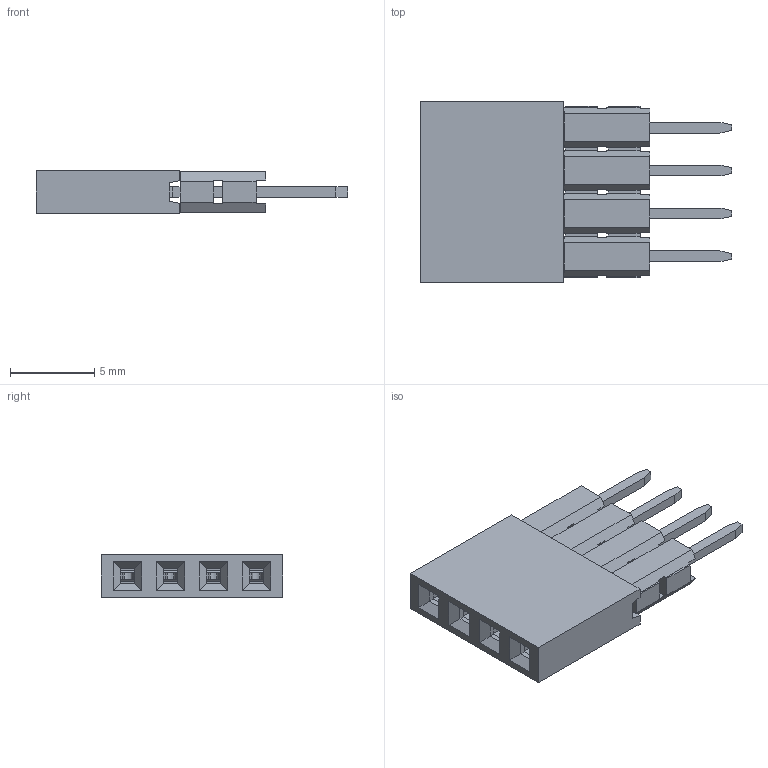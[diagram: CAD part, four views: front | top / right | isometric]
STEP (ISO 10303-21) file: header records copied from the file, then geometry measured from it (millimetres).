
FILE_DESCRIPTION(/* description */ (''),/* implementation_level */ '2;1');
FILE_NAME(/* name */ '622-004-1-40-xx.stp',/* time_stamp */ '2025-08-18T10:45:44+02:00',/* author */ ('Andreas.Larin'),/* organization */ (''),/* preprocessor_version */ 'ST-DEVELOPER v20',/* originating_system */ 'Autodesk Inventor 2025',/* authorisation */ '');
FILE_SCHEMA (('AUTOMOTIVE_DESIGN { 1 0 10303 214 3 1 1 }'));
Length unit declared in the file: millimetre
Products named in the file (1): 622-004-1-40-xx
Bounding box: 18.44 x 10.76 x 2.54 mm (x, y, z)
Volume: 287.7 mm3; surface area: 855.1 mm2
Topology: 1 solids, 1 shells, 426 faces, 1240 edges, 796 vertices
Faces by surface type: plane 358, cylinder 68
Entity records: 13883 total; most frequent: ORIENTED_EDGE 2480, CARTESIAN_POINT 2463, DIRECTION 2198, EDGE_CURVE 1240, LINE 1136, VECTOR 1136, VERTEX_POINT 796, AXIS2_PLACEMENT_3D 531
